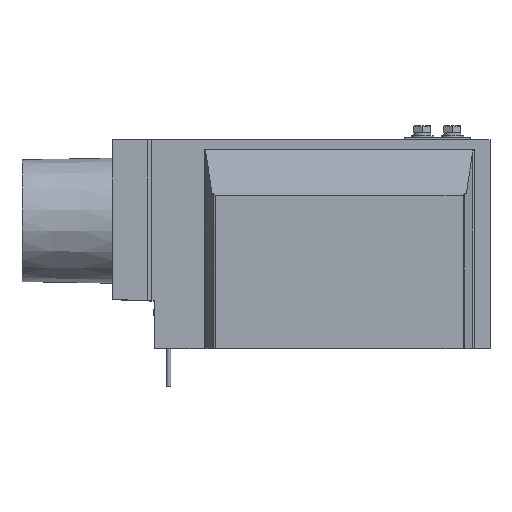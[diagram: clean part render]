
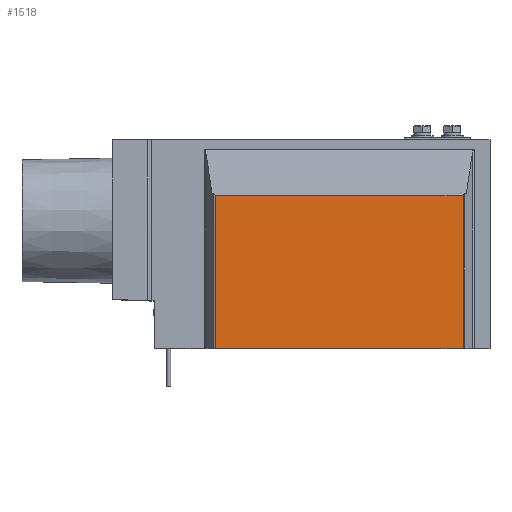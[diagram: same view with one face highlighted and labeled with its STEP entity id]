
A CAD part, top view. The second image highlights one B-rep face of the part: STEP entity #1518.
In plain terms, the highlighted planar face has unit normal (0, 0, 1).
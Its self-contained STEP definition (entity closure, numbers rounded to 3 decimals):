
#1518=ADVANCED_FACE('',(#55599),#55601,.T.);
#55599=FACE_BOUND('',#55600,.T.);
#55600=EDGE_LOOP('',(#98386,#98387,#98388,#98389));
#55601=PLANE('',#55602);
#55602=AXIS2_PLACEMENT_3D('',#55603,#55604,#55605);
#55603=CARTESIAN_POINT('',(165.,0.,74.));
#55604=DIRECTION('',(0.,0.,1.));
#55605=DIRECTION('',(0.,1.,0.));
#98386=ORIENTED_EDGE('',*,*,#132908,.T.);
#98387=ORIENTED_EDGE('',*,*,#132845,.F.);
#98388=ORIENTED_EDGE('',*,*,#132907,.T.);
#98389=ORIENTED_EDGE('',*,*,#132909,.T.);
#132845=EDGE_CURVE('',#150073,#150075,#150076,.T.);
#132907=EDGE_CURVE('',#150073,#150188,#150190,.F.);
#132908=EDGE_CURVE('',#150191,#150075,#150192,.T.);
#132909=EDGE_CURVE('',#150188,#150191,#150193,.T.);
#150073=VERTEX_POINT('',#178789);
#150075=VERTEX_POINT('',#178794);
#150076=LINE('',#178795,#178796);
#150188=VERTEX_POINT('',#179055);
#150190=LINE('',#179060,#179061);
#150191=VERTEX_POINT('',#179063);
#150192=LINE('',#179064,#179065);
#150193=LINE('',#179067,#179068);
#178789=CARTESIAN_POINT('',(134.325,0.,74.));
#178794=CARTESIAN_POINT('',(-129.315,0.,74.));
#178795=CARTESIAN_POINT('',(134.325,0.,74.));
#178796=VECTOR('',#178797,1.);
#178797=DIRECTION('',(-1.,0.,0.));
#179055=CARTESIAN_POINT('',(134.325,163.,74.));
#179060=CARTESIAN_POINT('',(134.325,163.,74.));
#179061=VECTOR('',#179062,1.);
#179062=DIRECTION('',(0.,-1.,0.));
#179063=CARTESIAN_POINT('',(-129.315,163.,74.));
#179064=CARTESIAN_POINT('',(-129.315,163.,74.));
#179065=VECTOR('',#179066,1.);
#179066=DIRECTION('',(0.,-1.,0.));
#179067=CARTESIAN_POINT('',(134.325,163.,74.));
#179068=VECTOR('',#179069,1.);
#179069=DIRECTION('',(-1.,0.,0.));
